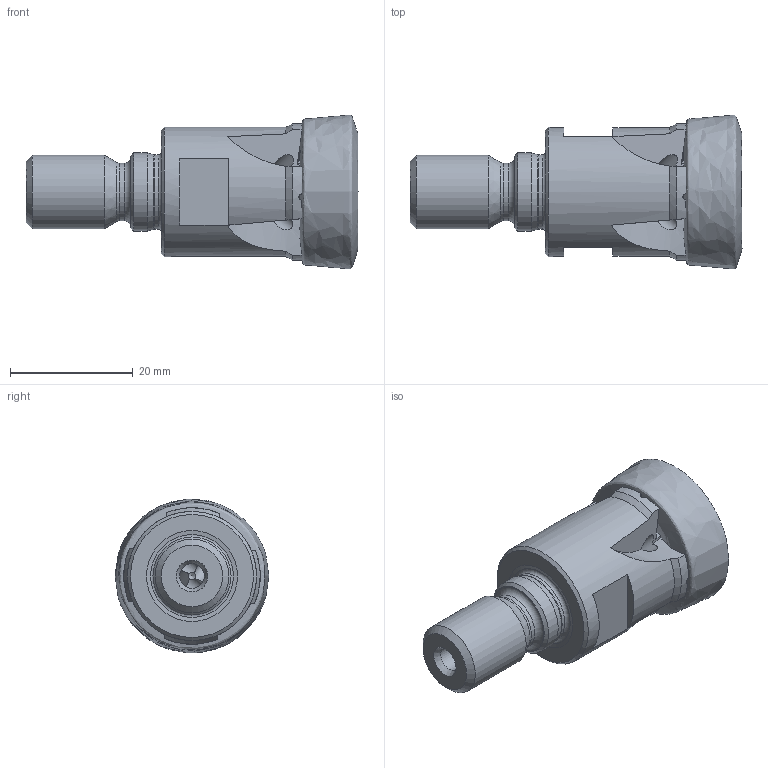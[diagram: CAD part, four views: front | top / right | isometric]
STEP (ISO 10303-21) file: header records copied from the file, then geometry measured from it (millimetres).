
FILE_DESCRIPTION (( 'STEP AP214' ), '1' );
FILE_NAME ('ESF-25-M12-542-4.STEP', '2013-09-18T07:20:04', ( '' ), ( '' ), 'SwSTEP 2.0', 'SolidWorks 2013', '' );
FILE_SCHEMA (( 'AUTOMOTIVE_DESIGN' ));
Length unit declared in the file: millimetre
Products named in the file (1): ESF-25-M12-542-4
Bounding box: 53.99 x 25.01 x 24.97 mm (x, y, z)
Volume: 12849.1 mm3; surface area: 5076.3 mm2
Topology: 1 solids, 1 shells, 118 faces, 359 edges, 231 vertices
Faces by surface type: plane 67, cylinder 20, cone 14, bspline 13, torus 4
Full cylindrical faces by diameter (mm): 2.5 x4, 4 x1, 9.4 x1, 12 x1, 12.1 x1, 12.7 x1, 21 x1
Entity records: 5663 total; most frequent: CARTESIAN_POINT 2987, ORIENTED_EDGE 632, DIRECTION 409, EDGE_CURVE 316, VERTEX_POINT 217, AXIS2_PLACEMENT_3D 159, EDGE_LOOP 145, B_SPLINE_CURVE_WITH_KNOTS 145
